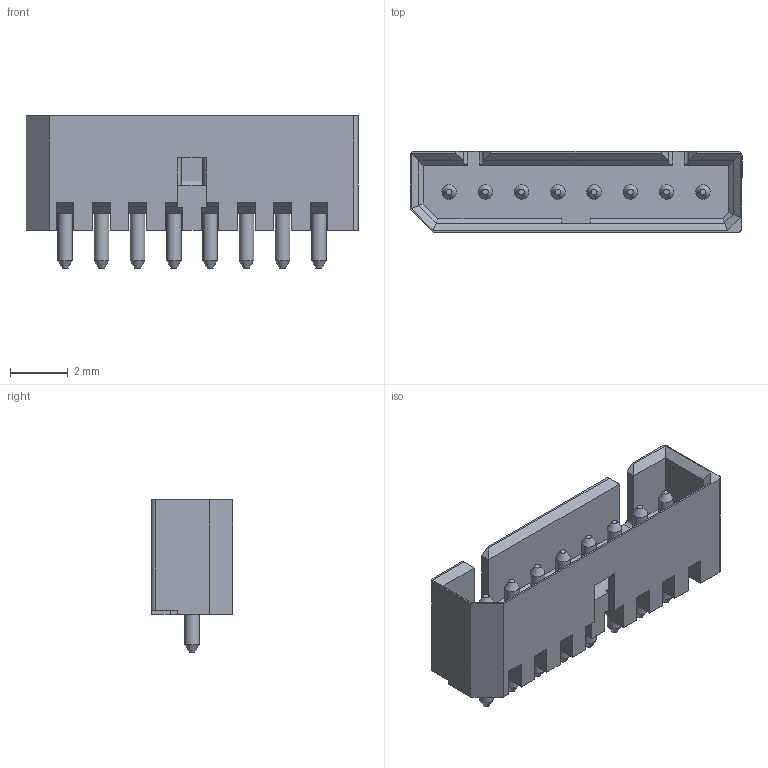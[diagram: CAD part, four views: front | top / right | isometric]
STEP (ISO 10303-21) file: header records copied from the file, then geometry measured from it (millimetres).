
FILE_DESCRIPTION( ('This file contains a STEP AP42 implementation' ,'as created by ZW3D STEP Interface translator.') ,'2;1' );
FILE_NAME( '3652-P008-039SMR03.stp' ,'241016.142558', (''), ('ZWCAD Software Co.'), 'Version 1.0', 'ZW3D to STEP translator', '' );
FILE_SCHEMA(('AUTOMOTIVE_DESIGN { 1 0 10303 214 1 1 1 1 }'));
Length unit declared in the file: millimetre
Products named in the file (4): 0; 3652-P008-039SMR03; 3652-P010-H_3; T3652-S
Assembly tree (9 placements, depth 2):
  0
  3652-P008-039SMR03
    3652-P010-H_3
    T3652-S  x8
Bounding box: 11.45 x 2.8 x 5.25 mm (x, y, z)
Volume: 61.4 mm3; surface area: 313.6 mm2
Topology: 9 solids, 9 shells, 245 faces, 601 edges, 372 vertices
Faces by surface type: plane 182, cone 32, cylinder 31
Full cylindrical faces by diameter (mm): 0.5 x8
Entity records: 6765 total; most frequent: CARTESIAN_POINT 1183, ORIENTED_EDGE 1104, DIRECTION 1064, EDGE_CURVE 552, VECTOR 478, LINE 478, VERTEX_POINT 344, AXIS2_PLACEMENT_3D 293
